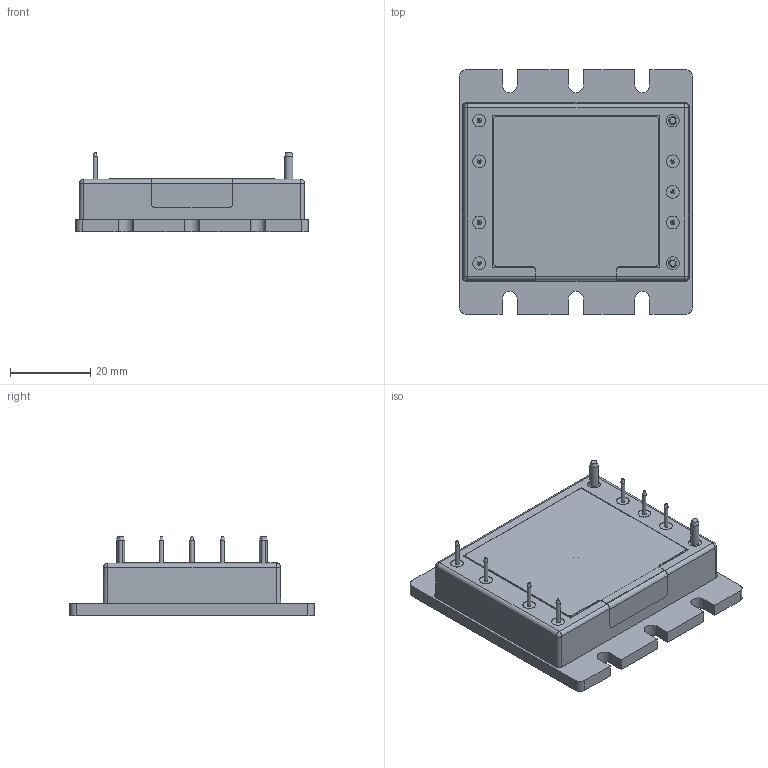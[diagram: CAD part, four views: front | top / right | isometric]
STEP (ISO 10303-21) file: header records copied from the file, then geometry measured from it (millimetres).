
FILE_DESCRIPTION (( 'STEP AP214' ), '1' );
FILE_NAME ('03550r17-VI-Jxx-xx.step', '2010-08-25T15:07:14', ( 'Vicor Employee' ), ( 'Vicor Corporation' ), 'SwSTEP 2.0', 'SolidWorks 2010', '' );
FILE_SCHEMA (( 'AUTOMOTIVE_DESIGN' ));
Length unit declared in the file: inch
Products named in the file (1): 03550r17-VI-Jxx-xx
Bounding box: 57.91 x 60.96 x 19.81 mm (x, y, z)
Surface area: 11694.2 mm2 (no closed solid volume)
Topology: 0 solids, 12 shells, 123 faces, 323 edges, 221 vertices
Faces by surface type: plane 63, cylinder 47, cone 9, sphere 4
Full cylindrical faces by diameter (mm): 1.016 x7, 2.032 x2, 3.175 x9
Entity records: 5265 total; most frequent: CARTESIAN_POINT 689, DIRECTION 641, ORIENTED_EDGE 501, EDGE_CURVE 296, AXIS2_PLACEMENT_3D 237, VERTEX_POINT 221, EDGE_LOOP 171, LINE 167
